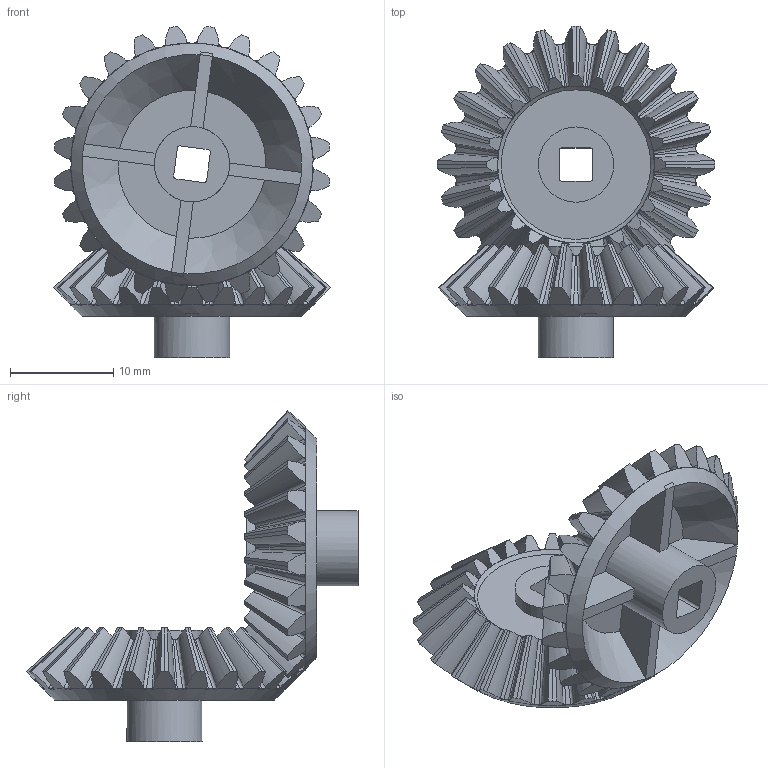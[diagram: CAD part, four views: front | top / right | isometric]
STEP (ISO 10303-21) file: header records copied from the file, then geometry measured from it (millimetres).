
FILE_DESCRIPTION(/* description */ (''),/* implementation_level */ '2;1');
FILE_NAME(/* name */ 'Bevel Gears Assembly.iam.step',/* time_stamp */ '2020-04-16T23:33:07-04:00',/* author */ ('Jordan'),/* organization */ (''),/* preprocessor_version */ 'ST-DEVELOPER v17',/* originating_system */ 'Autodesk Inventor 2019',/* authorisation */ '');
FILE_SCHEMA (('AUTOMOTIVE_DESIGN { 1 0 10303 214 3 1 1 }'));
Length unit declared in the file: inch
Products named in the file (2): Bevel Gears Assembly; 24-Tooth Bevel Gear
Assembly tree (2 placements, depth 2):
  Bevel Gears Assembly
    24-Tooth Bevel Gear  x2
Bounding box: 26.9 x 32.21 x 32.15 mm (x, y, z)
Volume: 3199.6 mm3; surface area: 5744.7 mm2
Topology: 50 solids, 50 shells, 564 faces, 1376 edges, 914 vertices
Faces by surface type: bspline 384, plane 154, cone 14, cylinder 12
Full cylindrical faces by diameter (mm): 7.3 x4
Entity records: 14612 total; most frequent: CARTESIAN_POINT 8667, ORIENTED_EDGE 1376, DIRECTION 901, EDGE_CURVE 688, VERTEX_POINT 457, AXIS2_PLACEMENT_3D 327, EDGE_LOOP 285, FACE_OUTER_BOUND 282
